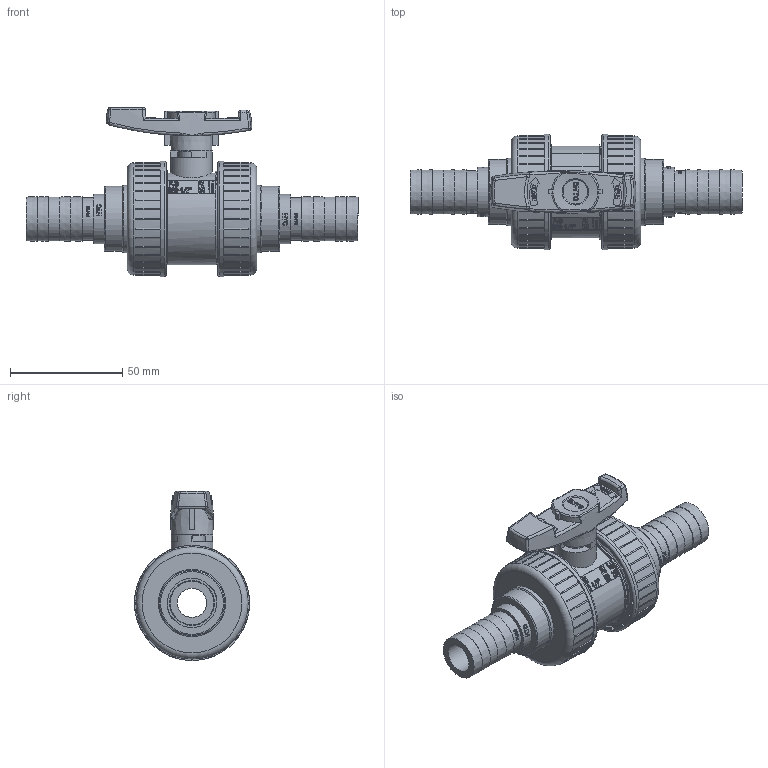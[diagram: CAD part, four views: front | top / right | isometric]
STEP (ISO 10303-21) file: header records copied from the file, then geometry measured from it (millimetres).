
FILE_DESCRIPTION(/* description */ (''),/* implementation_level */ '2;1');
FILE_NAME(/* name */ 'AK0910.020.020.step',/* time_stamp */ '2026-03-30T10:33:22+02:00',/* author */ (''),/* organization */ (''),/* preprocessor_version */ 'ST-DEVELOPER v20.1',/* originating_system */ 'Autodesk Translation Framework v14.24.0.0',/* authorisation */ '');
FILE_SCHEMA (('AUTOMOTIVE_DESIGN { 1 0 10303 214 3 1 1 }'));
Products named in the file (1): 2025-12-30-08-12-18-389
Bounding box: 148.11 x 51.39 x 75.44 mm (x, y, z)
Volume: 105712.9 mm3; surface area: 71728.1 mm2
Topology: 20 solids, 20 shells, 2216 faces, 6112 edges, 4029 vertices
Faces by surface type: bspline 942, plane 813, cylinder 306, sphere 85, torus 59, cone 11
Full cylindrical faces by diameter (mm): 1.147 x1, 1.53 x1, 9.293 x4, 11.48 x3, 12.027 x1, 12.573 x2, 13 x2, 13.667 x1, 16 x2, 18.661 x1, 19 x2, 19.5 x2, 20 x4, 20.773 x1, 21.32 x2, 21.867 x2, 22 x2, 24.709 x3, 25.147 x1, 25.693 x3, 27.661 x3, 27.88 x1, 29 x2, 30 x4, 30.34 x1, 30.69 x3, 32.472 x3, 33.62 x1, 35.533 x1, 36 x2
Entity records: 100929 total; most frequent: CARTESIAN_POINT 50304, ORIENTED_EDGE 12124, DIRECTION 7797, EDGE_CURVE 6062, VERTEX_POINT 4029, LINE 2745, VECTOR 2745, AXIS2_PLACEMENT_3D 2526
